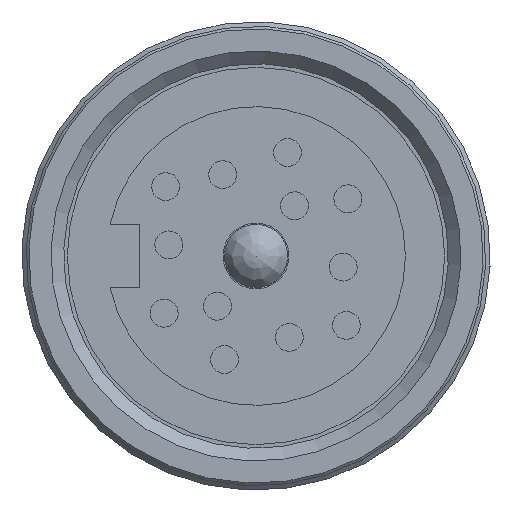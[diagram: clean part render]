
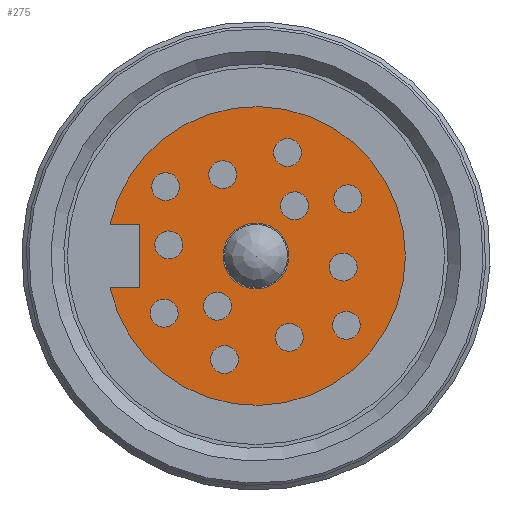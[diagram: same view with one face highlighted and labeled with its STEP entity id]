
A CAD part, left-side view. The second image highlights one B-rep face of the part: STEP entity #275.
In plain terms, the highlighted planar face has unit normal (-1, 0, 0).
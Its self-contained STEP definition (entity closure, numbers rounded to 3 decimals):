
#114=LINE('',#1934,#148);
#115=LINE('',#1937,#149);
#116=LINE('',#1939,#150);
#148=VECTOR('',#1603,1.);
#149=VECTOR('',#1604,1.);
#150=VECTOR('',#1605,1.);
#275=ADVANCED_FACE('',(#414,#415,#416,#417,#418,#419,#420,#421,#422,#423,
#424,#425,#426,#427),#314,.T.);
#314=PLANE('',#1263);
#414=FACE_BOUND('',#555,.T.);
#415=FACE_BOUND('',#556,.T.);
#416=FACE_BOUND('',#557,.T.);
#417=FACE_BOUND('',#558,.T.);
#418=FACE_BOUND('',#559,.T.);
#419=FACE_BOUND('',#560,.T.);
#420=FACE_BOUND('',#561,.T.);
#421=FACE_BOUND('',#562,.T.);
#422=FACE_BOUND('',#563,.T.);
#423=FACE_BOUND('',#564,.T.);
#424=FACE_BOUND('',#565,.T.);
#425=FACE_BOUND('',#566,.T.);
#426=FACE_BOUND('',#567,.T.);
#427=FACE_BOUND('',#568,.T.);
#555=EDGE_LOOP('',(#778));
#556=EDGE_LOOP('',(#779));
#557=EDGE_LOOP('',(#780));
#558=EDGE_LOOP('',(#781));
#559=EDGE_LOOP('',(#782));
#560=EDGE_LOOP('',(#783,#784,#785,#786));
#561=EDGE_LOOP('',(#787));
#562=EDGE_LOOP('',(#788));
#563=EDGE_LOOP('',(#789));
#564=EDGE_LOOP('',(#790));
#565=EDGE_LOOP('',(#791));
#566=EDGE_LOOP('',(#792));
#567=EDGE_LOOP('',(#793));
#568=EDGE_LOOP('',(#794));
#778=ORIENTED_EDGE('',*,*,#1022,.F.);
#779=ORIENTED_EDGE('',*,*,#1021,.F.);
#780=ORIENTED_EDGE('',*,*,#1020,.F.);
#781=ORIENTED_EDGE('',*,*,#1019,.F.);
#782=ORIENTED_EDGE('',*,*,#1018,.F.);
#783=ORIENTED_EDGE('',*,*,#1023,.F.);
#784=ORIENTED_EDGE('',*,*,#1024,.F.);
#785=ORIENTED_EDGE('',*,*,#1025,.F.);
#786=ORIENTED_EDGE('',*,*,#1026,.F.);
#787=ORIENTED_EDGE('',*,*,#1017,.T.);
#788=ORIENTED_EDGE('',*,*,#1016,.F.);
#789=ORIENTED_EDGE('',*,*,#1015,.F.);
#790=ORIENTED_EDGE('',*,*,#1014,.F.);
#791=ORIENTED_EDGE('',*,*,#1013,.F.);
#792=ORIENTED_EDGE('',*,*,#1012,.F.);
#793=ORIENTED_EDGE('',*,*,#1011,.F.);
#794=ORIENTED_EDGE('',*,*,#1010,.F.);
#894=VERTEX_POINT('',#1896);
#895=VERTEX_POINT('',#1899);
#896=VERTEX_POINT('',#1902);
#897=VERTEX_POINT('',#1905);
#898=VERTEX_POINT('',#1908);
#899=VERTEX_POINT('',#1911);
#900=VERTEX_POINT('',#1914);
#901=VERTEX_POINT('',#1917);
#902=VERTEX_POINT('',#1920);
#903=VERTEX_POINT('',#1923);
#904=VERTEX_POINT('',#1926);
#905=VERTEX_POINT('',#1929);
#906=VERTEX_POINT('',#1932);
#907=VERTEX_POINT('',#1935);
#908=VERTEX_POINT('',#1936);
#909=VERTEX_POINT('',#1938);
#910=VERTEX_POINT('',#1940);
#1010=EDGE_CURVE('',#894,#894,#1094,.T.);
#1011=EDGE_CURVE('',#895,#895,#1095,.T.);
#1012=EDGE_CURVE('',#896,#896,#1096,.T.);
#1013=EDGE_CURVE('',#897,#897,#1097,.T.);
#1014=EDGE_CURVE('',#898,#898,#1098,.T.);
#1015=EDGE_CURVE('',#899,#899,#1099,.T.);
#1016=EDGE_CURVE('',#900,#900,#1100,.T.);
#1017=EDGE_CURVE('',#901,#901,#1101,.T.);
#1018=EDGE_CURVE('',#902,#902,#1102,.T.);
#1019=EDGE_CURVE('',#903,#903,#1103,.T.);
#1020=EDGE_CURVE('',#904,#904,#1104,.T.);
#1021=EDGE_CURVE('',#905,#905,#1105,.T.);
#1022=EDGE_CURVE('',#906,#906,#1106,.T.);
#1023=EDGE_CURVE('',#907,#908,#114,.T.);
#1024=EDGE_CURVE('',#909,#907,#115,.T.);
#1025=EDGE_CURVE('',#910,#909,#116,.T.);
#1026=EDGE_CURVE('',#908,#910,#1107,.T.);
#1094=CIRCLE('',#1236,0.55);
#1095=CIRCLE('',#1238,0.55);
#1096=CIRCLE('',#1240,0.55);
#1097=CIRCLE('',#1242,0.55);
#1098=CIRCLE('',#1244,0.55);
#1099=CIRCLE('',#1246,0.55);
#1100=CIRCLE('',#1248,0.55);
#1101=CIRCLE('',#1250,1.3);
#1102=CIRCLE('',#1252,0.55);
#1103=CIRCLE('',#1254,0.55);
#1104=CIRCLE('',#1256,0.55);
#1105=CIRCLE('',#1258,0.55);
#1106=CIRCLE('',#1260,0.55);
#1107=CIRCLE('',#1262,5.9);
#1236=AXIS2_PLACEMENT_3D('',#1895,#1551,#1552);
#1238=AXIS2_PLACEMENT_3D('',#1898,#1555,#1556);
#1240=AXIS2_PLACEMENT_3D('',#1901,#1559,#1560);
#1242=AXIS2_PLACEMENT_3D('',#1904,#1563,#1564);
#1244=AXIS2_PLACEMENT_3D('',#1907,#1567,#1568);
#1246=AXIS2_PLACEMENT_3D('',#1910,#1571,#1572);
#1248=AXIS2_PLACEMENT_3D('',#1913,#1575,#1576);
#1250=AXIS2_PLACEMENT_3D('',#1916,#1579,#1580);
#1252=AXIS2_PLACEMENT_3D('',#1919,#1583,#1584);
#1254=AXIS2_PLACEMENT_3D('',#1922,#1587,#1588);
#1256=AXIS2_PLACEMENT_3D('',#1925,#1591,#1592);
#1258=AXIS2_PLACEMENT_3D('',#1928,#1595,#1596);
#1260=AXIS2_PLACEMENT_3D('',#1931,#1599,#1600);
#1262=AXIS2_PLACEMENT_3D('',#1941,#1606,#1607);
#1263=AXIS2_PLACEMENT_3D('',#1942,#1608,#1609);
#1551=DIRECTION('',(-1.,0.,0.));
#1552=DIRECTION('',(0.,-0.793,-0.609));
#1555=DIRECTION('',(-1.,0.,0.));
#1556=DIRECTION('',(0.,-0.793,-0.609));
#1559=DIRECTION('',(-1.,0.,0.));
#1560=DIRECTION('',(0.,-0.793,-0.609));
#1563=DIRECTION('',(-1.,0.,0.));
#1564=DIRECTION('',(0.,-0.793,-0.609));
#1567=DIRECTION('',(-1.,0.,0.));
#1568=DIRECTION('',(0.,-0.793,-0.609));
#1571=DIRECTION('',(-1.,0.,0.));
#1572=DIRECTION('',(0.,-0.793,-0.609));
#1575=DIRECTION('',(-1.,0.,0.));
#1576=DIRECTION('',(0.,-0.793,-0.609));
#1579=DIRECTION('',(1.,0.,0.));
#1580=DIRECTION('',(0.,0.793,0.609));
#1583=DIRECTION('',(-1.,0.,0.));
#1584=DIRECTION('',(0.,-0.793,-0.609));
#1587=DIRECTION('',(-1.,0.,0.));
#1588=DIRECTION('',(0.,-0.793,-0.609));
#1591=DIRECTION('',(-1.,0.,0.));
#1592=DIRECTION('',(0.,-0.793,-0.609));
#1595=DIRECTION('',(-1.,0.,0.));
#1596=DIRECTION('',(0.,-0.793,-0.609));
#1599=DIRECTION('',(-1.,0.,0.));
#1600=DIRECTION('',(0.,-0.793,-0.609));
#1603=DIRECTION('',(0.,1.,0.));
#1604=DIRECTION('',(0.,0.,1.));
#1605=DIRECTION('',(0.,-1.,0.));
#1606=DIRECTION('',(1.,0.,0.));
#1607=DIRECTION('',(0.,0.793,0.609));
#1608=DIRECTION('',(-1.,0.,0.));
#1609=DIRECTION('',(0.,-0.793,-0.609));
#1895=CARTESIAN_POINT('',(2.8,3.57,2.739));
#1896=CARTESIAN_POINT('',(2.8,3.134,2.405));
#1898=CARTESIAN_POINT('',(2.8,3.625,-2.26));
#1899=CARTESIAN_POINT('',(2.8,3.189,-2.595));
#1901=CARTESIAN_POINT('',(2.8,1.522,-1.983));
#1902=CARTESIAN_POINT('',(2.8,1.086,-2.318));
#1904=CARTESIAN_POINT('',(2.8,1.245,-4.087));
#1905=CARTESIAN_POINT('',(2.8,0.809,-4.421));
#1907=CARTESIAN_POINT('',(2.8,-3.57,-2.739));
#1908=CARTESIAN_POINT('',(2.8,-4.006,-3.074));
#1910=CARTESIAN_POINT('',(2.8,-1.315,-3.215));
#1911=CARTESIAN_POINT('',(2.8,-1.751,-3.549));
#1913=CARTESIAN_POINT('',(2.8,3.445,0.438));
#1914=CARTESIAN_POINT('',(2.8,3.009,0.103));
#1916=CARTESIAN_POINT('',(2.8,0.,0.));
#1917=CARTESIAN_POINT('',(2.8,1.031,0.791));
#1919=CARTESIAN_POINT('',(2.8,-1.245,4.087));
#1920=CARTESIAN_POINT('',(2.8,-1.681,3.752));
#1922=CARTESIAN_POINT('',(2.8,-1.522,1.983));
#1923=CARTESIAN_POINT('',(2.8,-1.958,1.649));
#1925=CARTESIAN_POINT('',(2.8,-3.625,2.26));
#1926=CARTESIAN_POINT('',(2.8,-4.061,1.925));
#1928=CARTESIAN_POINT('',(2.8,-3.445,-0.438));
#1929=CARTESIAN_POINT('',(2.8,-3.882,-0.773));
#1931=CARTESIAN_POINT('',(2.8,1.315,3.215));
#1932=CARTESIAN_POINT('',(2.8,0.878,2.88));
#1934=CARTESIAN_POINT('',(2.8,4.6,1.25));
#1935=CARTESIAN_POINT('',(2.8,4.6,1.25));
#1936=CARTESIAN_POINT('',(2.8,5.766,1.25));
#1937=CARTESIAN_POINT('',(2.8,4.6,-1.25));
#1938=CARTESIAN_POINT('',(2.8,4.6,-1.25));
#1939=CARTESIAN_POINT('',(2.8,5.766,-1.25));
#1940=CARTESIAN_POINT('',(2.8,5.766,-1.25));
#1941=CARTESIAN_POINT('',(2.8,0.,0.));
#1942=CARTESIAN_POINT('',(2.8,0.,0.));
